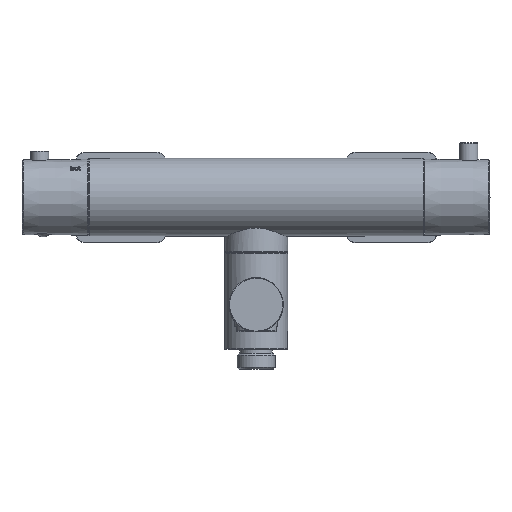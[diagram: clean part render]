
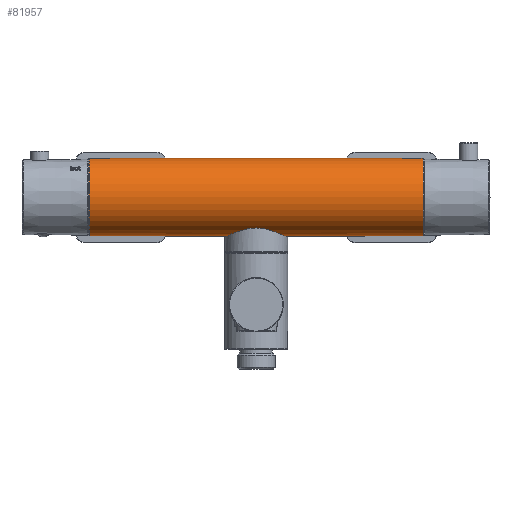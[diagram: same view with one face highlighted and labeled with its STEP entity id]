
A CAD part, top view. The second image highlights one B-rep face of the part: STEP entity #81957.
In plain terms, the highlighted cylindrical face has radius 21.5 mm (diameter 43 mm), a partial arc.
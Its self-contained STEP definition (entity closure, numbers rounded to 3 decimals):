
#1370=CYLINDRICAL_SURFACE('',#86672,21.5);
#4979=LINE('',#109682,#8687);
#4980=LINE('',#109686,#8688);
#4981=LINE('',#109690,#8689);
#4982=LINE('',#109705,#8690);
#4983=LINE('',#109709,#8691);
#4984=LINE('',#109710,#8692);
#4985=LINE('',#109715,#8693);
#8687=VECTOR('',#93268,1000.);
#8688=VECTOR('',#93271,1000.);
#8689=VECTOR('',#93274,1000.);
#8690=VECTOR('',#93275,1000.);
#8691=VECTOR('',#93278,1000.);
#8692=VECTOR('',#93279,1000.);
#8693=VECTOR('',#93282,1000.);
#12389=B_SPLINE_CURVE_WITH_KNOTS('',3,(#109692,#109693,#109694,#109695,
#109696,#109697,#109698,#109699,#109700,#109701,#109702,#109703),
 .UNSPECIFIED.,.F.,.F.,(4,1,1,1,1,1,1,1,1,4),(-0.015,-0.012,
-0.008,-0.004,-0.002,0.,
0.004,0.008,0.012,0.015),
 .UNSPECIFIED.);
#19430=ORIENTED_EDGE('',*,*,#43704,.T.);
#19431=ORIENTED_EDGE('',*,*,#43705,.T.);
#19432=ORIENTED_EDGE('',*,*,#43706,.T.);
#19433=ORIENTED_EDGE('',*,*,#43707,.T.);
#19434=ORIENTED_EDGE('',*,*,#43708,.F.);
#19435=ORIENTED_EDGE('',*,*,#43709,.T.);
#19436=ORIENTED_EDGE('',*,*,#43710,.T.);
#19437=ORIENTED_EDGE('',*,*,#43711,.T.);
#19438=ORIENTED_EDGE('',*,*,#43712,.F.);
#19439=ORIENTED_EDGE('',*,*,#43713,.F.);
#19440=ORIENTED_EDGE('',*,*,#43714,.F.);
#19441=ORIENTED_EDGE('',*,*,#43715,.F.);
#19442=ORIENTED_EDGE('',*,*,#43716,.F.);
#19443=ORIENTED_EDGE('',*,*,#43717,.F.);
#43704=EDGE_CURVE('',#55922,#55923,#62489,.F.);
#43705=EDGE_CURVE('',#55923,#55924,#4979,.F.);
#43706=EDGE_CURVE('',#55924,#55925,#62490,.F.);
#43707=EDGE_CURVE('',#55925,#55922,#4980,.T.);
#43708=EDGE_CURVE('',#55926,#55927,#62491,.T.);
#43709=EDGE_CURVE('',#55926,#55928,#4981,.T.);
#43710=EDGE_CURVE('',#55928,#55929,#12389,.T.);
#43711=EDGE_CURVE('',#55929,#55930,#4982,.T.);
#43712=EDGE_CURVE('',#55931,#55930,#62492,.T.);
#43713=EDGE_CURVE('',#55927,#55931,#4983,.T.);
#43714=EDGE_CURVE('',#55932,#55933,#4984,.F.);
#43715=EDGE_CURVE('',#55934,#55932,#62493,.F.);
#43716=EDGE_CURVE('',#55935,#55934,#4985,.T.);
#43717=EDGE_CURVE('',#55933,#55935,#62494,.F.);
#55922=VERTEX_POINT('',#109680);
#55923=VERTEX_POINT('',#109681);
#55924=VERTEX_POINT('',#109683);
#55925=VERTEX_POINT('',#109685);
#55926=VERTEX_POINT('',#109688);
#55927=VERTEX_POINT('',#109689);
#55928=VERTEX_POINT('',#109691);
#55929=VERTEX_POINT('',#109704);
#55930=VERTEX_POINT('',#109706);
#55931=VERTEX_POINT('',#109708);
#55932=VERTEX_POINT('',#109711);
#55933=VERTEX_POINT('',#109712);
#55934=VERTEX_POINT('',#109714);
#55935=VERTEX_POINT('',#109716);
#62489=CIRCLE('',#86673,21.5);
#62490=CIRCLE('',#86674,21.5);
#62491=CIRCLE('',#86675,21.5);
#62492=CIRCLE('',#86676,21.5);
#62493=CIRCLE('',#86677,21.5);
#62494=CIRCLE('',#86678,21.5);
#63767=EDGE_LOOP('',(#19430,#19431,#19432,#19433));
#63768=EDGE_LOOP('',(#19434,#19435,#19436,#19437,#19438,#19439));
#63769=EDGE_LOOP('',(#19440,#19441,#19442,#19443));
#68942=FACE_BOUND('',#63767,.T.);
#68943=FACE_BOUND('',#63768,.T.);
#68944=FACE_BOUND('',#63769,.T.);
#81957=ADVANCED_FACE('',(#68942,#68943,#68944),#1370,.T.);
#86672=AXIS2_PLACEMENT_3D('',#109678,#93264,#93265);
#86673=AXIS2_PLACEMENT_3D('',#109679,#93266,#93267);
#86674=AXIS2_PLACEMENT_3D('',#109684,#93269,#93270);
#86675=AXIS2_PLACEMENT_3D('',#109687,#93272,#93273);
#86676=AXIS2_PLACEMENT_3D('',#109707,#93276,#93277);
#86677=AXIS2_PLACEMENT_3D('',#109713,#93280,#93281);
#86678=AXIS2_PLACEMENT_3D('',#109717,#93283,#93284);
#93264=DIRECTION('',(1.,0.,0.));
#93265=DIRECTION('',(0.,0.,1.));
#93266=DIRECTION('',(-1.,0.,0.));
#93267=DIRECTION('',(0.,0.,1.));
#93268=DIRECTION('',(1.,0.,0.));
#93269=DIRECTION('',(1.,0.,0.));
#93270=DIRECTION('',(0.,0.,-1.));
#93271=DIRECTION('',(1.,0.,0.));
#93272=DIRECTION('',(-1.,0.,0.));
#93273=DIRECTION('',(0.,0.,-1.));
#93274=DIRECTION('',(1.,0.,0.));
#93275=DIRECTION('',(1.,0.,0.));
#93276=DIRECTION('',(1.,0.,0.));
#93277=DIRECTION('',(0.,0.,-1.));
#93278=DIRECTION('',(1.,0.,0.));
#93279=DIRECTION('',(1.,0.,0.));
#93280=DIRECTION('',(1.,0.,0.));
#93281=DIRECTION('',(0.,0.,-1.));
#93282=DIRECTION('',(1.,0.,0.));
#93283=DIRECTION('',(-1.,0.,0.));
#93284=DIRECTION('',(0.,0.,1.));
#109678=CARTESIAN_POINT('',(-94.5,0.,0.));
#109679=CARTESIAN_POINT('',(89.,0.,0.));
#109680=CARTESIAN_POINT('',(89.,21.498,-0.289));
#109681=CARTESIAN_POINT('',(89.,21.498,0.289));
#109682=CARTESIAN_POINT('',(-94.5,21.498,0.289));
#109683=CARTESIAN_POINT('',(81.,21.498,0.289));
#109684=CARTESIAN_POINT('',(81.,0.,0.));
#109685=CARTESIAN_POINT('',(81.,21.498,-0.289));
#109686=CARTESIAN_POINT('',(-94.5,21.498,-0.289));
#109687=CARTESIAN_POINT('',(-92.5,0.,0.));
#109688=CARTESIAN_POINT('',(-92.5,-21.374,-2.321));
#109689=CARTESIAN_POINT('',(-92.5,21.374,-2.321));
#109690=CARTESIAN_POINT('',(-94.5,-21.374,-2.321));
#109691=CARTESIAN_POINT('',(-11.037,-21.374,-2.321));
#109692=CARTESIAN_POINT('',(-11.037,-21.374,-2.321));
#109693=CARTESIAN_POINT('',(-10.785,-21.513,-1.045));
#109694=CARTESIAN_POINT('',(-9.841,-21.543,1.398));
#109695=CARTESIAN_POINT('',(-7.277,-21.101,4.372));
#109696=CARTESIAN_POINT('',(-4.435,-20.659,5.977));
#109697=CARTESIAN_POINT('',(-1.954,-20.451,6.636));
#109698=CARTESIAN_POINT('',(0.663,-20.374,6.864));
#109699=CARTESIAN_POINT('',(3.882,-20.571,6.295));
#109700=CARTESIAN_POINT('',(7.283,-21.103,4.365));
#109701=CARTESIAN_POINT('',(9.843,-21.543,1.394));
#109702=CARTESIAN_POINT('',(10.785,-21.513,-1.045));
#109703=CARTESIAN_POINT('',(11.037,-21.374,-2.321));
#109704=CARTESIAN_POINT('',(11.037,-21.374,-2.321));
#109705=CARTESIAN_POINT('',(-94.5,-21.374,-2.321));
#109706=CARTESIAN_POINT('',(92.5,-21.374,-2.321));
#109707=CARTESIAN_POINT('',(92.5,0.,0.));
#109708=CARTESIAN_POINT('',(92.5,21.374,-2.321));
#109709=CARTESIAN_POINT('',(-94.5,21.374,-2.321));
#109710=CARTESIAN_POINT('',(-94.5,21.498,-0.289));
#109711=CARTESIAN_POINT('',(-81.,21.498,-0.289));
#109712=CARTESIAN_POINT('',(-89.,21.498,-0.289));
#109713=CARTESIAN_POINT('',(-81.,0.,0.));
#109714=CARTESIAN_POINT('',(-81.,21.498,0.289));
#109715=CARTESIAN_POINT('',(-94.5,21.498,0.289));
#109716=CARTESIAN_POINT('',(-89.,21.498,0.289));
#109717=CARTESIAN_POINT('',(-89.,0.,0.));
